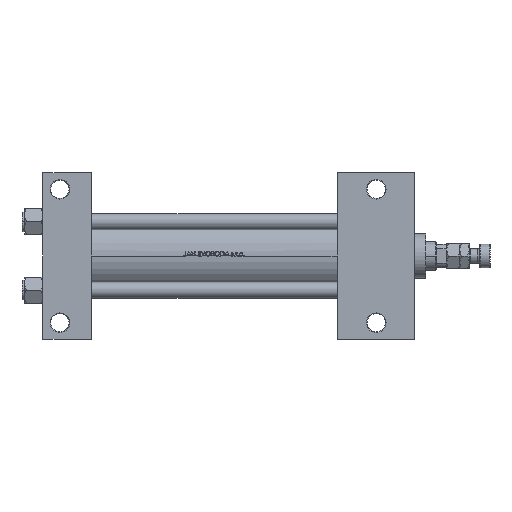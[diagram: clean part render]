
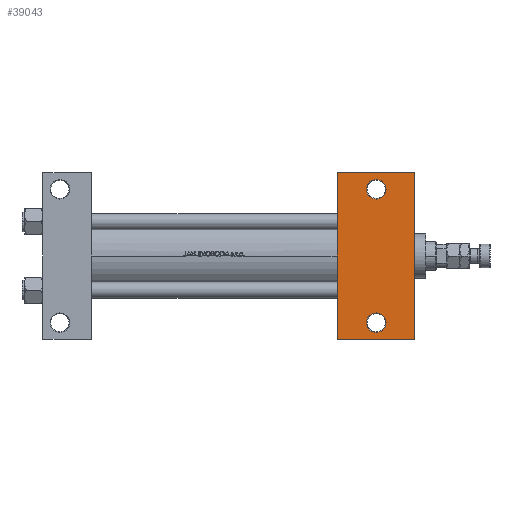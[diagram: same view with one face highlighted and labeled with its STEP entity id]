
A CAD part, front view. The second image highlights one B-rep face of the part: STEP entity #39043.
In plain terms, the highlighted face is planar.
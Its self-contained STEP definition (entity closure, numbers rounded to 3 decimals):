
#558 = EDGE_CURVE ( 'NONE', #17291, #21598, #13864, .T. ) ;
#1781 = EDGE_CURVE ( 'NONE', #21598, #17291, #14846, .T. ) ;
#2181 = CARTESIAN_POINT ( 'NONE',  ( 247.5, 51., -37.5 ) ) ;
#4841 = DIRECTION ( 'NONE',  ( 0., 0., 1. ) ) ;
#6813 = CARTESIAN_POINT ( 'NONE',  ( 225., 63.5, -37.5 ) ) ;
#6967 = FACE_OUTER_BOUND ( 'NONE', #35209, .T. ) ;
#7459 = DIRECTION ( 'NONE',  ( -1., 0., 0. ) ) ;
#7957 = PLANE ( 'NONE',  #40865 ) ;
#8359 = EDGE_CURVE ( 'NONE', #12565, #8581, #8594, .T. ) ;
#8581 = VERTEX_POINT ( 'NONE', #50175 ) ;
#8594 = LINE ( 'NONE', #27604, #37420 ) ;
#8682 = CARTESIAN_POINT ( 'NONE',  ( 255., -51., -37.5 ) ) ;
#10794 = EDGE_CURVE ( 'NONE', #16273, #27776, #23527, .T. ) ;
#11426 = DIRECTION ( 'NONE',  ( 1., 0., 0. ) ) ;
#12380 = LINE ( 'NONE', #28039, #31936 ) ;
#12565 = VERTEX_POINT ( 'NONE', #28949 ) ;
#12711 = DIRECTION ( 'NONE',  ( 0., -1., 0. ) ) ;
#13864 = CIRCLE ( 'NONE', #36028, 7.5 ) ;
#14771 = LINE ( 'NONE', #6813, #26237 ) ;
#14846 = CIRCLE ( 'NONE', #48454, 7.5 ) ;
#16273 = VERTEX_POINT ( 'NONE', #2181 ) ;
#17095 = DIRECTION ( 'NONE',  ( 0., 0., 1. ) ) ;
#17291 = VERTEX_POINT ( 'NONE', #29350 ) ;
#17361 = DIRECTION ( 'NONE',  ( -1., 0., 0. ) ) ;
#18130 = ORIENTED_EDGE ( 'NONE', *, *, #46766, .T. ) ;
#18511 = FACE_BOUND ( 'NONE', #24616, .T. ) ;
#19262 = DIRECTION ( 'NONE',  ( 0., 0., -1. ) ) ;
#19607 = ORIENTED_EDGE ( 'NONE', *, *, #21189, .T. ) ;
#19630 = ORIENTED_EDGE ( 'NONE', *, *, #10794, .T. ) ;
#20067 = EDGE_CURVE ( 'NONE', #33255, #8581, #12380, .T. ) ;
#21189 = EDGE_CURVE ( 'NONE', #12565, #37259, #14771, .T. ) ;
#21415 = CARTESIAN_POINT ( 'NONE',  ( 255., 51., -37.5 ) ) ;
#21598 = VERTEX_POINT ( 'NONE', #42441 ) ;
#23287 = EDGE_LOOP ( 'NONE', ( #19630, #47616 ) ) ;
#23527 = CIRCLE ( 'NONE', #27643, 7.5 ) ;
#24616 = EDGE_LOOP ( 'NONE', ( #41368, #32220 ) ) ;
#24647 = VECTOR ( 'NONE', #41361, 1000. ) ;
#26056 = AXIS2_PLACEMENT_3D ( 'NONE', #21415, #33246, #37093 ) ;
#26237 = VECTOR ( 'NONE', #11426, 1000. ) ;
#26651 = CARTESIAN_POINT ( 'NONE',  ( 284., -63.5, -37.5 ) ) ;
#27387 = LINE ( 'NONE', #46900, #24647 ) ;
#27604 = CARTESIAN_POINT ( 'NONE',  ( 225., 37.5, -37.5 ) ) ;
#27643 = AXIS2_PLACEMENT_3D ( 'NONE', #31367, #30865, #43160 ) ;
#27776 = VERTEX_POINT ( 'NONE', #48593 ) ;
#28039 = CARTESIAN_POINT ( 'NONE',  ( 225., -63.5, -37.5 ) ) ;
#28949 = CARTESIAN_POINT ( 'NONE',  ( 225., 63.5, -37.5 ) ) ;
#29082 = CARTESIAN_POINT ( 'NONE',  ( 284., 63.5, -37.5 ) ) ;
#29350 = CARTESIAN_POINT ( 'NONE',  ( 247.5, -51., -37.5 ) ) ;
#29708 = CARTESIAN_POINT ( 'NONE',  ( 255., -51., -37.5 ) ) ;
#30354 = CARTESIAN_POINT ( 'NONE',  ( 284., 37.5, -37.5 ) ) ;
#30865 = DIRECTION ( 'NONE',  ( 0., 0., 1. ) ) ;
#31367 = CARTESIAN_POINT ( 'NONE',  ( 255., 51., -37.5 ) ) ;
#31936 = VECTOR ( 'NONE', #36008, 1000. ) ;
#32220 = ORIENTED_EDGE ( 'NONE', *, *, #1781, .T. ) ;
#33246 = DIRECTION ( 'NONE',  ( 0., 0., 1. ) ) ;
#33255 = VERTEX_POINT ( 'NONE', #26651 ) ;
#34329 = ORIENTED_EDGE ( 'NONE', *, *, #8359, .F. ) ;
#34719 = FACE_BOUND ( 'NONE', #23287, .T. ) ;
#35209 = EDGE_LOOP ( 'NONE', ( #34329, #19607, #18130, #45870 ) ) ;
#36008 = DIRECTION ( 'NONE',  ( -1., 0., 0. ) ) ;
#36028 = AXIS2_PLACEMENT_3D ( 'NONE', #29708, #17095, #17361 ) ;
#37093 = DIRECTION ( 'NONE',  ( -1., 0., 0. ) ) ;
#37259 = VERTEX_POINT ( 'NONE', #29082 ) ;
#37420 = VECTOR ( 'NONE', #12711, 1000. ) ;
#37671 = EDGE_CURVE ( 'NONE', #27776, #16273, #44114, .T. ) ;
#39043 = ADVANCED_FACE ( 'NONE', ( #34719, #18511, #6967 ), #7957, .T. ) ;
#40865 = AXIS2_PLACEMENT_3D ( 'NONE', #30354, #19262, #7459 ) ;
#41361 = DIRECTION ( 'NONE',  ( 0., -1., 0. ) ) ;
#41368 = ORIENTED_EDGE ( 'NONE', *, *, #558, .T. ) ;
#42441 = CARTESIAN_POINT ( 'NONE',  ( 262.5, -51., -37.5 ) ) ;
#43160 = DIRECTION ( 'NONE',  ( -1., 0., 0. ) ) ;
#44114 = CIRCLE ( 'NONE', #26056, 7.5 ) ;
#44127 = DIRECTION ( 'NONE',  ( -1., 0., 0. ) ) ;
#45870 = ORIENTED_EDGE ( 'NONE', *, *, #20067, .T. ) ;
#46766 = EDGE_CURVE ( 'NONE', #37259, #33255, #27387, .T. ) ;
#46900 = CARTESIAN_POINT ( 'NONE',  ( 284., 37.5, -37.5 ) ) ;
#47616 = ORIENTED_EDGE ( 'NONE', *, *, #37671, .T. ) ;
#48454 = AXIS2_PLACEMENT_3D ( 'NONE', #8682, #4841, #44127 ) ;
#48593 = CARTESIAN_POINT ( 'NONE',  ( 262.5, 51., -37.5 ) ) ;
#50175 = CARTESIAN_POINT ( 'NONE',  ( 225., -63.5, -37.5 ) ) ;
